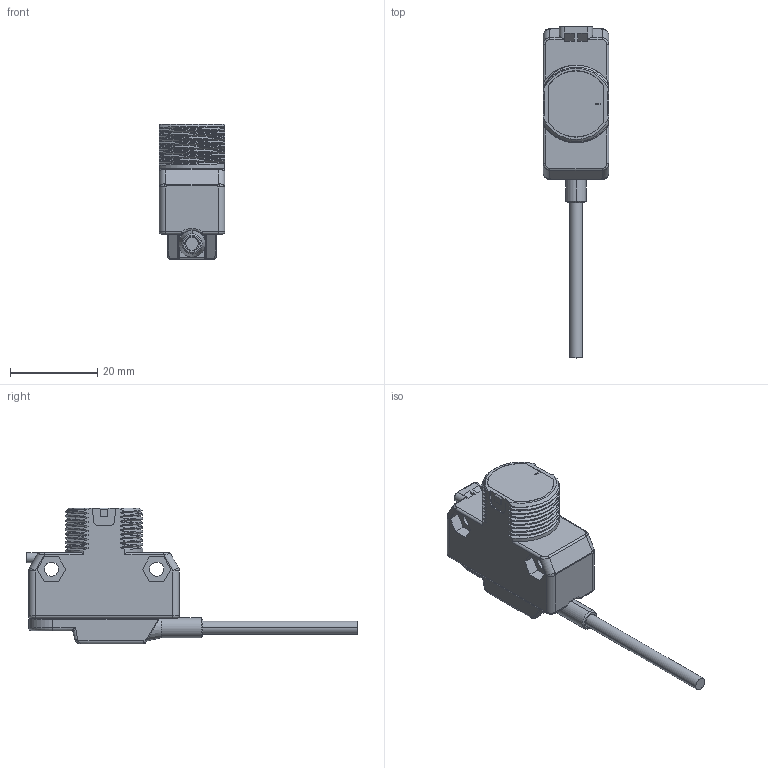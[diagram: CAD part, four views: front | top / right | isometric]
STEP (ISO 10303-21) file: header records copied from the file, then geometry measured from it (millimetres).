
FILE_DESCRIPTION((''),'2;1');
FILE_NAME('139718_SW','2008-05-07T',('banengservice'),('BANNER ENGINEERING'),'PRO/ENGINEER BY PARAMETRIC TECHNOLOGY CORPORATION, 2006170','PRO/ENGINEER BY PARAMETRIC TECHNOLOGY CORPORATION, 2006170','');
FILE_SCHEMA(('CONFIG_CONTROL_DESIGN'));
Length unit declared in the file: inch
Products named in the file (1): 139718_SW
Bounding box: 15 x 76.01 x 31.1 mm (x, y, z)
Volume: 6464.9 mm3; surface area: 8682.2 mm2
Topology: 2 solids, 2 shells, 802 faces, 2020 edges, 1247 vertices
Faces by surface type: plane 346, cylinder 243, bspline 114, torus 62, cone 23, sphere 10, revolution 4
Entity records: 30593 total; most frequent: CARTESIAN_POINT 12064, ORIENTED_EDGE 4028, DIRECTION 3576, EDGE_CURVE 2014, VERTEX_POINT 1247, AXIS2_PLACEMENT_3D 1222, VECTOR 1128, LINE 1128
